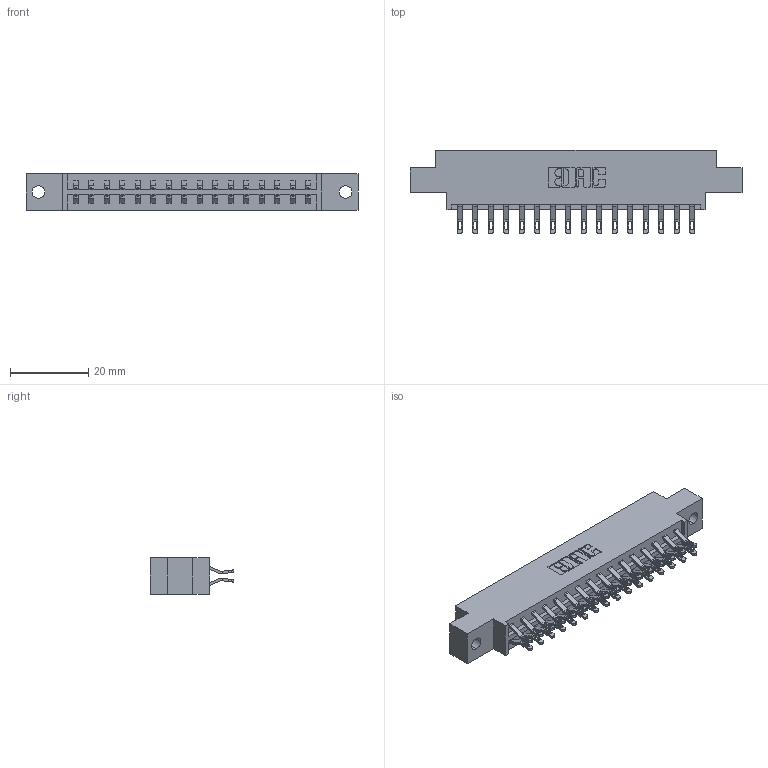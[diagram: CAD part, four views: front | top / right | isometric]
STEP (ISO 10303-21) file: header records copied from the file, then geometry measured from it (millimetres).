
FILE_DESCRIPTION (( 'STEP AP203' ), '1' );
FILE_NAME ('833-032-555-802.STEP', '2020-06-02T18:53:32', ( '' ), ( '' ), 'SwSTEP 2.0', 'SolidWorks 2020', '' );
FILE_SCHEMA (( 'CONFIG_CONTROL_DESIGN' ));
Length unit declared in the file: inch
Products named in the file (3): 833 Part_Offset - .128 Dia; 345-292-001_555 Tail; 833-032-555-802
Assembly tree (33 placements, depth 2):
  833-032-555-802
    833 Part_Offset - .128 Dia
    345-292-001_555 Tail  x32
Bounding box: 84.94 x 21.47 x 9.4 mm (x, y, z)
Volume: 8256.8 mm3; surface area: 9776.9 mm2
Topology: 33 solids, 33 shells, 1974 faces, 6179 edges, 4118 vertices
Faces by surface type: plane 1162, cylinder 812
Entity records: 14117 total; most frequent: CARTESIAN_POINT 2408, ORIENTED_EDGE 2314, DIRECTION 2073, EDGE_CURVE 1157, LINE 1009, VECTOR 1009, VERTEX_POINT 770, AXIS2_PLACEMENT_3D 532
